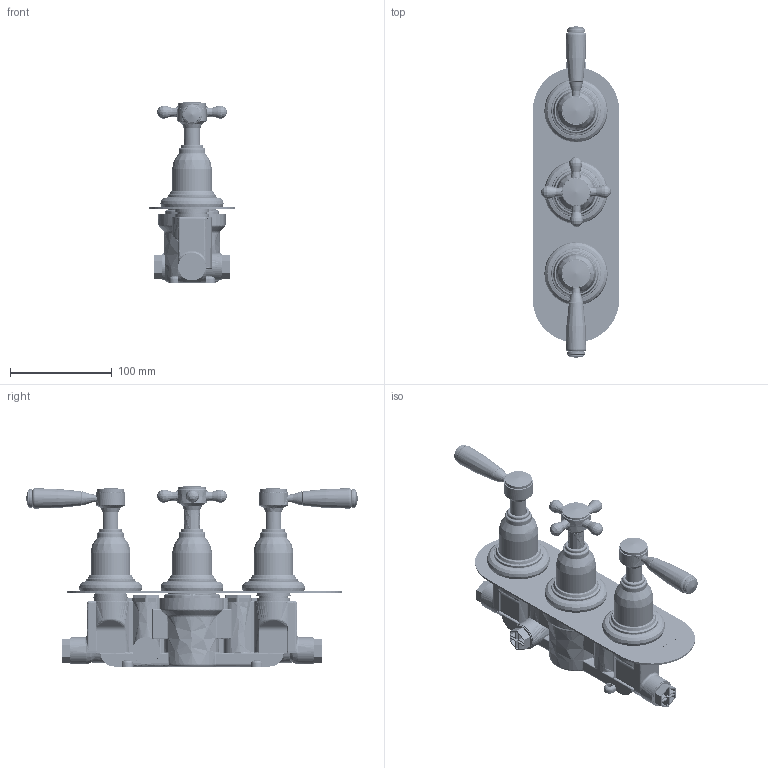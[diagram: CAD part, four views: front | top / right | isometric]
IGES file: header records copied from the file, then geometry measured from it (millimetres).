
Global section: file name: V202-TC TM TW TGBC; native system: Autodesk Inventor 2018; preprocessor: unknown; author: adaniels; date: 20171205.093935; units: millimetre
Bounding box: 85 x 325.95 x 177.79 mm (x, y, z)
Volume: 695544.9 mm3; surface area: 372040.4 mm2
Topology: 84 solids, 89 shells, 2946 faces, 7819 edges, 5208 vertices
Faces by surface type: bspline 2946
